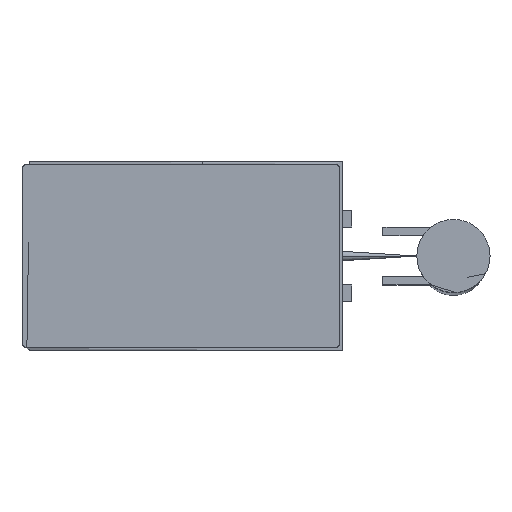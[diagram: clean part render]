
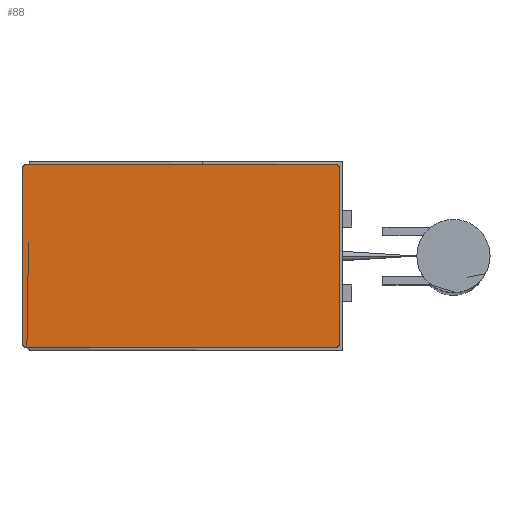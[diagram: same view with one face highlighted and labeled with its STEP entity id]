
A CAD part, top view. The second image highlights one B-rep face of the part: STEP entity #88.
In plain terms, the highlighted planar face has unit normal (0, 0, 1).
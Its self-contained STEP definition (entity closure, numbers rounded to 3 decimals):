
#88=ADVANCED_FACE('',(#159),#1008,.T.);
#159=FACE_OUTER_BOUND('',#232,.T.);
#232=EDGE_LOOP('',(#431,#432));
#431=ORIENTED_EDGE('',*,*,#658,.T.);
#432=ORIENTED_EDGE('',*,*,#660,.T.);
#658=EDGE_CURVE('',#937,#938,#858,.T.);
#660=EDGE_CURVE('',#938,#937,#860,.T.);
#858=(
BOUNDED_CURVE()
B_SPLINE_CURVE(2,(#1972,#1973,#1974,#1975,#1976,#1977,#1978,#1979,#1980),
 .UNSPECIFIED.,.F.,.F.)
B_SPLINE_CURVE_WITH_KNOTS((3,2,2,2,3),(-1794.663,-1478.88,
-1471.026,-1311.224,-1303.37),.UNSPECIFIED.)
CURVE()
GEOMETRIC_REPRESENTATION_ITEM()
RATIONAL_B_SPLINE_CURVE((1.,1.,1.,0.707,1.,1.,1.,0.707,
1.))
REPRESENTATION_ITEM('')
);
#860=(
BOUNDED_CURVE()
B_SPLINE_CURVE(2,(#1990,#1991,#1992,#1993,#1994,#1995,#1996,#1997,#1998),
 .UNSPECIFIED.,.F.,.F.)
B_SPLINE_CURVE_WITH_KNOTS((3,2,2,2,3),(-1303.37,-987.586,
-979.732,-819.931,-812.077),.UNSPECIFIED.)
CURVE()
GEOMETRIC_REPRESENTATION_ITEM()
RATIONAL_B_SPLINE_CURVE((1.,1.,1.,0.707,1.,1.,1.,0.707,
1.))
REPRESENTATION_ITEM('')
);
#937=VERTEX_POINT('',#1955);
#938=VERTEX_POINT('',#1956);
#1008=PLANE('',#1099);
#1099=AXIS2_PLACEMENT_3D('',#1917,#1152,$);
#1152=DIRECTION('',(0.,0.,1.));
#1917=CARTESIAN_POINT('',(-436.919,-114.492,31.));
#1955=CARTESIAN_POINT('',(-398.141,-94.414,31.));
#1956=CARTESIAN_POINT('',(-82.357,94.369,31.));
#1972=CARTESIAN_POINT('',(-398.141,-94.414,31.));
#1973=CARTESIAN_POINT('',(-240.249,-94.414,31.));
#1974=CARTESIAN_POINT('',(-82.357,-94.414,31.));
#1975=CARTESIAN_POINT('',(-77.357,-94.414,31.));
#1976=CARTESIAN_POINT('',(-77.357,-89.414,31.));
#1977=CARTESIAN_POINT('',(-77.357,-0.023,31.));
#1978=CARTESIAN_POINT('',(-77.357,89.369,31.));
#1979=CARTESIAN_POINT('',(-77.357,94.369,31.));
#1980=CARTESIAN_POINT('',(-82.357,94.369,31.));
#1990=CARTESIAN_POINT('',(-82.357,94.369,31.));
#1991=CARTESIAN_POINT('',(-240.249,94.369,31.));
#1992=CARTESIAN_POINT('',(-398.141,94.369,31.));
#1993=CARTESIAN_POINT('',(-403.141,94.369,31.));
#1994=CARTESIAN_POINT('',(-403.141,89.369,31.));
#1995=CARTESIAN_POINT('',(-403.141,-0.023,31.));
#1996=CARTESIAN_POINT('',(-403.141,-89.414,31.));
#1997=CARTESIAN_POINT('',(-403.141,-94.414,31.));
#1998=CARTESIAN_POINT('',(-398.141,-94.414,31.));
